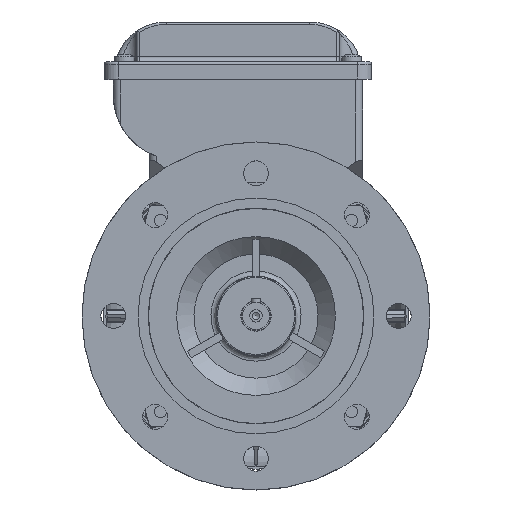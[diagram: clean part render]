
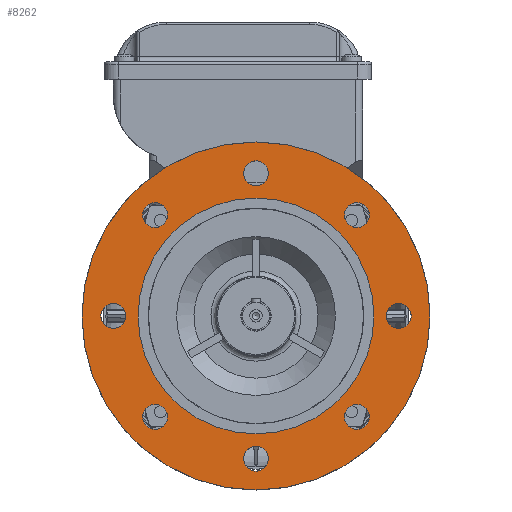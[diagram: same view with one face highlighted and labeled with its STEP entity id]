
A CAD part, top view. The second image highlights one B-rep face of the part: STEP entity #8262.
In plain terms, the highlighted planar face has unit normal (0, 0, 1).
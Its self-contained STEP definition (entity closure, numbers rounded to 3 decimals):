
#3714=FACE_BOUND('',#13820,.T.);
#3715=FACE_BOUND('',#13821,.T.);
#3716=FACE_BOUND('',#13822,.T.);
#3717=FACE_BOUND('',#13823,.T.);
#3718=FACE_BOUND('',#13824,.T.);
#3719=FACE_BOUND('',#13825,.T.);
#3720=FACE_BOUND('',#13826,.T.);
#3721=FACE_BOUND('',#13827,.T.);
#3722=FACE_BOUND('',#13828,.T.);
#3723=FACE_BOUND('',#13829,.T.);
#4984=CIRCLE('',#43733,5.);
#4986=CIRCLE('',#43736,5.);
#4988=CIRCLE('',#43739,5.);
#5006=CIRCLE('',#43772,5.);
#5019=CIRCLE('',#43793,5.);
#5029=CIRCLE('',#43807,5.);
#5041=CIRCLE('',#43830,5.);
#5206=CIRCLE('',#44120,47.5);
#5207=CIRCLE('',#44122,5.);
#5208=CIRCLE('',#44123,70.1);
#8262=ADVANCED_FACE('',(#3714,#3715,#3716,#3717,#3718,#3719,#3720,#3721,
#3722,#3723),#9612,.T.);
#9612=PLANE('',#44124);
#13820=EDGE_LOOP('',(#23769));
#13821=EDGE_LOOP('',(#23770));
#13822=EDGE_LOOP('',(#23771));
#13823=EDGE_LOOP('',(#23772));
#13824=EDGE_LOOP('',(#23773));
#13825=EDGE_LOOP('',(#23774));
#13826=EDGE_LOOP('',(#23775));
#13827=EDGE_LOOP('',(#23776));
#13828=EDGE_LOOP('',(#23777));
#13829=EDGE_LOOP('',(#23778));
#23769=ORIENTED_EDGE('',*,*,#33873,.T.);
#23770=ORIENTED_EDGE('',*,*,#34323,.T.);
#23771=ORIENTED_EDGE('',*,*,#33763,.T.);
#23772=ORIENTED_EDGE('',*,*,#33716,.T.);
#23773=ORIENTED_EDGE('',*,*,#33804,.T.);
#23774=ORIENTED_EDGE('',*,*,#33718,.T.);
#23775=ORIENTED_EDGE('',*,*,#33830,.T.);
#23776=ORIENTED_EDGE('',*,*,#33720,.T.);
#23777=ORIENTED_EDGE('',*,*,#34322,.T.);
#23778=ORIENTED_EDGE('',*,*,#34324,.T.);
#28506=VERTEX_POINT('',#69012);
#28508=VERTEX_POINT('',#69017);
#28510=VERTEX_POINT('',#69022);
#28544=VERTEX_POINT('',#69258);
#28576=VERTEX_POINT('',#69808);
#28597=VERTEX_POINT('',#70031);
#28630=VERTEX_POINT('',#70308);
#28916=VERTEX_POINT('',#74002);
#28917=VERTEX_POINT('',#74005);
#28918=VERTEX_POINT('',#74007);
#33716=EDGE_CURVE('',#28506,#28506,#4984,.T.);
#33718=EDGE_CURVE('',#28508,#28508,#4986,.T.);
#33720=EDGE_CURVE('',#28510,#28510,#4988,.T.);
#33763=EDGE_CURVE('',#28544,#28544,#5006,.T.);
#33804=EDGE_CURVE('',#28576,#28576,#5019,.T.);
#33830=EDGE_CURVE('',#28597,#28597,#5029,.T.);
#33873=EDGE_CURVE('',#28630,#28630,#5041,.T.);
#34322=EDGE_CURVE('',#28916,#28916,#5206,.T.);
#34323=EDGE_CURVE('',#28917,#28917,#5207,.T.);
#34324=EDGE_CURVE('',#28918,#28918,#5208,.T.);
#43733=AXIS2_PLACEMENT_3D('',#69011,#52481,#52482);
#43736=AXIS2_PLACEMENT_3D('',#69016,#52487,#52488);
#43739=AXIS2_PLACEMENT_3D('',#69021,#52493,#52494);
#43772=AXIS2_PLACEMENT_3D('',#69257,#52568,#52569);
#43793=AXIS2_PLACEMENT_3D('',#69807,#52617,#52618);
#43807=AXIS2_PLACEMENT_3D('',#70030,#52648,#52649);
#43830=AXIS2_PLACEMENT_3D('',#70307,#52709,#52710);
#44120=AXIS2_PLACEMENT_3D('',#74001,#53405,#53406);
#44122=AXIS2_PLACEMENT_3D('',#74004,#53409,#53410);
#44123=AXIS2_PLACEMENT_3D('',#74006,#53411,#53412);
#44124=AXIS2_PLACEMENT_3D('',#74008,#53413,#53414);
#52481=DIRECTION('',(0.,0.,-1.));
#52482=DIRECTION('',(0.,-1.,0.));
#52487=DIRECTION('',(0.,0.,-1.));
#52488=DIRECTION('',(1.,0.,0.));
#52493=DIRECTION('',(0.,0.,-1.));
#52494=DIRECTION('',(0.,1.,0.));
#52568=DIRECTION('',(0.,0.,-1.));
#52569=DIRECTION('',(-0.707,-0.707,0.));
#52617=DIRECTION('',(0.,0.,-1.));
#52618=DIRECTION('',(0.707,-0.707,0.));
#52648=DIRECTION('',(0.,0.,-1.));
#52649=DIRECTION('',(0.707,0.707,0.));
#52709=DIRECTION('',(0.,0.,-1.));
#52710=DIRECTION('',(-0.707,0.707,0.));
#53405=DIRECTION('',(0.,0.,-1.));
#53406=DIRECTION('',(0.,-1.,0.));
#53409=DIRECTION('',(0.,0.,-1.));
#53410=DIRECTION('',(-1.,0.,0.));
#53411=DIRECTION('',(0.,0.,1.));
#53412=DIRECTION('',(0.,-1.,0.));
#53413=DIRECTION('',(0.,0.,1.));
#53414=DIRECTION('',(0.,1.,0.));
#69011=CARTESIAN_POINT('',(-46.778,292.532,-92.334));
#69012=CARTESIAN_POINT('',(-46.778,287.532,-92.334));
#69016=CARTESIAN_POINT('',(-46.778,373.849,-92.334));
#69017=CARTESIAN_POINT('',(-41.778,373.849,-92.334));
#69021=CARTESIAN_POINT('',(-128.096,373.849,-92.334));
#69022=CARTESIAN_POINT('',(-128.096,378.849,-92.334));
#69257=CARTESIAN_POINT('',(-87.437,275.691,-92.334));
#69258=CARTESIAN_POINT('',(-90.973,272.155,-92.334));
#69807=CARTESIAN_POINT('',(-29.937,333.191,-92.334));
#69808=CARTESIAN_POINT('',(-26.402,329.655,-92.334));
#70030=CARTESIAN_POINT('',(-87.437,390.691,-92.334));
#70031=CARTESIAN_POINT('',(-83.902,394.226,-92.334));
#70307=CARTESIAN_POINT('',(-144.937,333.191,-92.334));
#70308=CARTESIAN_POINT('',(-148.473,336.726,-92.334));
#74001=CARTESIAN_POINT('',(-87.437,333.191,-92.334));
#74002=CARTESIAN_POINT('',(-87.437,285.691,-92.334));
#74004=CARTESIAN_POINT('',(-128.096,292.532,-92.334));
#74005=CARTESIAN_POINT('',(-133.096,292.532,-92.334));
#74006=CARTESIAN_POINT('',(-87.437,333.191,-92.334));
#74007=CARTESIAN_POINT('',(-87.437,263.091,-92.334));
#74008=CARTESIAN_POINT('',(-10.327,256.081,-92.334));
